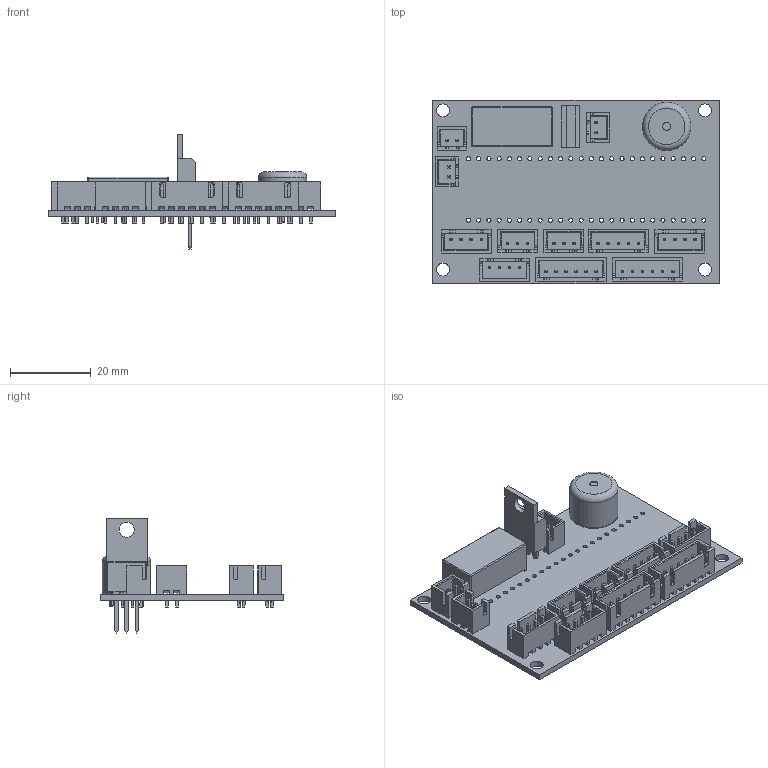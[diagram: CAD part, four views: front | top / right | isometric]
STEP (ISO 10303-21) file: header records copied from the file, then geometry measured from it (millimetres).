
FILE_DESCRIPTION(('KiCad electronic assembly'),'2;1');
FILE_NAME('TADPOL PCB v2.step','2025-04-18T09:30:57',('Pcbnew'),('Kicad' ),'Open CASCADE STEP processor 7.8','KiCad to STEP converter', 'Unknown');
FILE_SCHEMA(('AUTOMOTIVE_DESIGN { 1 0 10303 214 1 1 1 1 }'));
Length unit declared in the file: millimetre
Products named in the file (10): TADPOL PCB v2 1; JST_XH_B4B-XH-A_1x04_P2.50mm_Vertical; JST_XH_B2B-XH-A_1x02_P2.50mm_Vertical; TO-220-3_Vertical; JST_XH_B5B-XH-A_1x05_P2.50mm_Vertical; Relay_DPDT_Omron_G6AK; JST_XH_B3B-XH-A_1x03_P2.50mm_Vertical; JST_XH_B6B-XH-A_1x06_P2.50mm_Vertical; Buzzer_12x9.5RM7.6; TADPOL PCB v2_PCB
Assembly tree (15 placements, depth 2):
  TADPOL PCB v2 1
    JST_XH_B4B-XH-A_1x04_P2.50mm_Vertical  x3
    JST_XH_B2B-XH-A_1x02_P2.50mm_Vertical  x3
    TO-220-3_Vertical
    JST_XH_B5B-XH-A_1x05_P2.50mm_Vertical
    Relay_DPDT_Omron_G6AK
    JST_XH_B3B-XH-A_1x03_P2.50mm_Vertical  x2
    JST_XH_B6B-XH-A_1x06_P2.50mm_Vertical  x2
    Buzzer_12x9.5RM7.6
    TADPOL PCB v2_PCB
Bounding box: 71 x 45.5 x 28.52 mm (x, y, z)
Volume: 10343.1 mm3; surface area: 15831.2 mm2
Topology: 15 solids, 15 shells, 1762 faces, 4597 edges, 2956 vertices
Faces by surface type: plane 1549, cylinder 205, sphere 4, torus 4
Full cylindrical faces by diameter (mm): 0.9 x2, 0.95 x35, 1 x18, 1.02 x48, 1.1 x3, 2 x1, 3.2 x4, 3.735 x1, 12 x1
Entity records: 37332 total; most frequent: CARTESIAN_POINT 5265, ORIENTED_EDGE 5178, DIRECTION 4943, EDGE_CURVE 2589, LINE 2259, VECTOR 2259, VERTEX_POINT 1664, AXIS2_PLACEMENT_3D 1342
